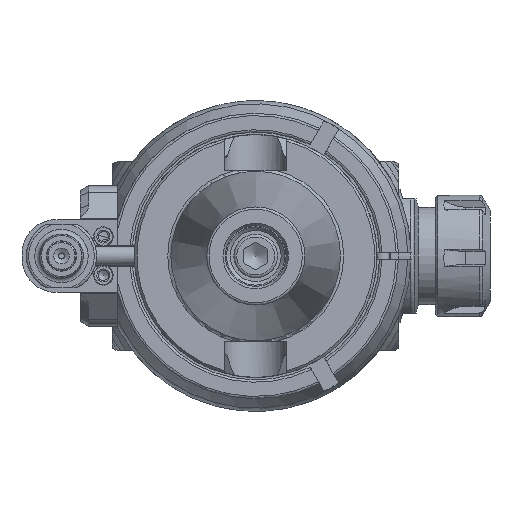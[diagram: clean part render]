
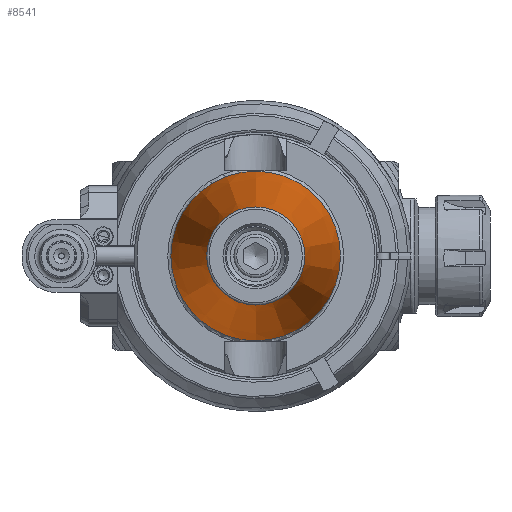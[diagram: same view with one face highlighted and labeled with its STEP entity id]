
A CAD part, left-side view. The second image highlights one B-rep face of the part: STEP entity #8541.
In plain terms, the highlighted conical face has half-angle 8.297 degrees and reference radius 27.564 mm.
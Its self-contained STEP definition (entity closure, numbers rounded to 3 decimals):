
#61=CONICAL_SURFACE('',#9213,27.564,0.145);
#647=CIRCLE('',#9211,34.925);
#648=CIRCLE('',#9212,34.925);
#649=CIRCLE('',#9214,20.204);
#650=CIRCLE('',#9215,20.204);
#1091=FACE_OUTER_BOUND('',#1620,.T.);
#1620=EDGE_LOOP('',(#6122,#6123,#6124,#6125,#6126,#6127));
#2369=LINE('',#14050,#2917);
#2917=VECTOR('',#10512,27.564);
#3550=VERTEX_POINT('',#14043);
#3551=VERTEX_POINT('',#14044);
#3552=VERTEX_POINT('',#14049);
#3553=VERTEX_POINT('',#14051);
#4517=EDGE_CURVE('',#3550,#3551,#647,.T.);
#4519=EDGE_CURVE('',#3551,#3550,#648,.T.);
#4520=EDGE_CURVE('',#3550,#3552,#2369,.T.);
#4521=EDGE_CURVE('',#3553,#3552,#649,.T.);
#4522=EDGE_CURVE('',#3552,#3553,#650,.T.);
#6122=ORIENTED_EDGE('',*,*,#4517,.F.);
#6123=ORIENTED_EDGE('',*,*,#4520,.T.);
#6124=ORIENTED_EDGE('',*,*,#4521,.F.);
#6125=ORIENTED_EDGE('',*,*,#4522,.F.);
#6126=ORIENTED_EDGE('',*,*,#4520,.F.);
#6127=ORIENTED_EDGE('',*,*,#4519,.F.);
#8541=ADVANCED_FACE('',(#1091),#61,.T.);
#9211=AXIS2_PLACEMENT_3D('',#14045,#10505,#10506);
#9212=AXIS2_PLACEMENT_3D('',#14047,#10508,#10509);
#9213=AXIS2_PLACEMENT_3D('',#14048,#10510,#10511);
#9214=AXIS2_PLACEMENT_3D('',#14052,#10513,#10514);
#9215=AXIS2_PLACEMENT_3D('',#14053,#10515,#10516);
#10505=DIRECTION('center_axis',(1.,0.,0.));
#10506=DIRECTION('ref_axis',(0.,0.,-1.));
#10508=DIRECTION('center_axis',(1.,0.,0.));
#10509=DIRECTION('ref_axis',(0.,0.,-1.));
#10510=DIRECTION('center_axis',(1.,0.,0.));
#10511=DIRECTION('ref_axis',(0.,0.,-1.));
#10512=DIRECTION('',(-0.99,0.,-0.144));
#10513=DIRECTION('center_axis',(-1.,0.,0.));
#10514=DIRECTION('ref_axis',(0.,0.,-1.));
#10515=DIRECTION('center_axis',(-1.,0.,0.));
#10516=DIRECTION('ref_axis',(0.,0.,-1.));
#14043=CARTESIAN_POINT('',(-80.,0.,34.925));
#14044=CARTESIAN_POINT('',(-80.,0.,-34.925));
#14045=CARTESIAN_POINT('Origin',(-80.,0.,0.));
#14047=CARTESIAN_POINT('Origin',(-80.,0.,0.));
#14048=CARTESIAN_POINT('Origin',(-130.472,0.,0.));
#14049=CARTESIAN_POINT('',(-180.944,0.,20.204));
#14050=CARTESIAN_POINT('',(-130.472,0.,27.564));
#14051=CARTESIAN_POINT('',(-180.944,20.204,0.));
#14052=CARTESIAN_POINT('Origin',(-180.944,0.,0.));
#14053=CARTESIAN_POINT('Origin',(-180.944,0.,0.));
